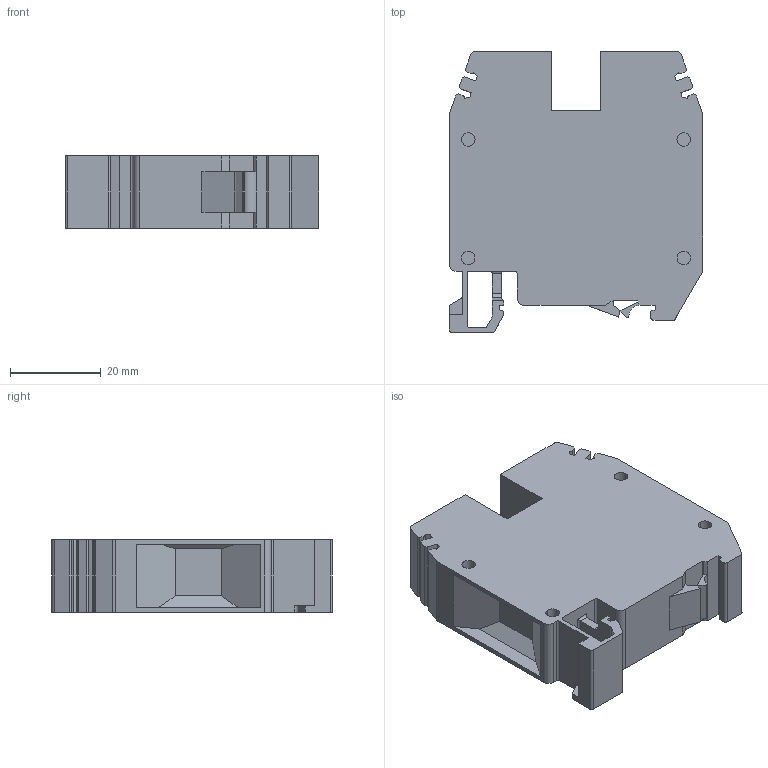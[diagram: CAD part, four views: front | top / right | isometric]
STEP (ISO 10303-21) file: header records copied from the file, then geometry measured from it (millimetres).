
FILE_DESCRIPTION((''),'2;1');
FILE_NAME('003903004_ESC-CBC_16_ASM','2022-07-14T09:12:37',('klemen.sitar'),('Audax d.o.o.'),'CREO PARAMETRIC BY PTC INC, 2021304','CREO PARAMETRIC BY PTC INC, 2021304','');
FILE_SCHEMA(('AP242_MANAGED_MODEL_BASED_3D_ENGINEERING_MIM_LF { 1 0 10303 442 1 1 4 }'));
Length unit declared in the file: millimetre
Products named in the file (3): CBC_35-47840_1; PRT0001_1_1; 003903004_ESC-CBC_16_ASM
Assembly tree (3 placements, depth 2):
  003903004_ESC-CBC_16_ASM
    CBC_35-47840_1
    PRT0001_1_1  x2
Bounding box: 56 x 62 x 16 mm (x, y, z)
Volume: 41470.3 mm3; surface area: 12757.1 mm2
Topology: 3 solids, 3 shells, 240 faces, 677 edges, 445 vertices
Faces by surface type: plane 144, cylinder 64, cone 16, bspline 8, sphere 4, torus 4
Entity records: 11030 total; most frequent: CARTESIAN_POINT 2351, ORIENTED_EDGE 1106, DIRECTION 1050, PRESENTATION_STYLE_ASSIGNMENT 756, STYLED_ITEM 756, CURVE_STYLE 557, EDGE_CURVE 553, VECTOR 384
